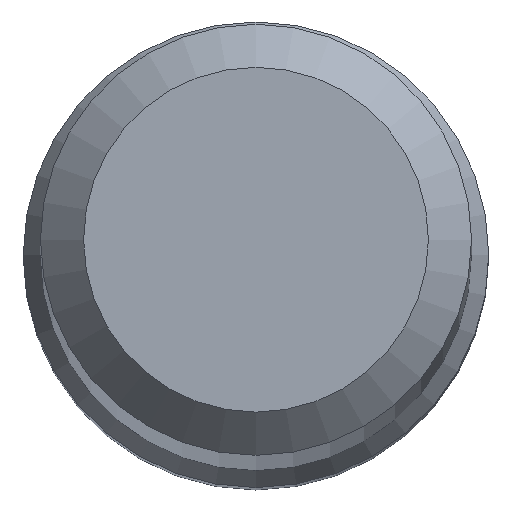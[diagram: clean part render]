
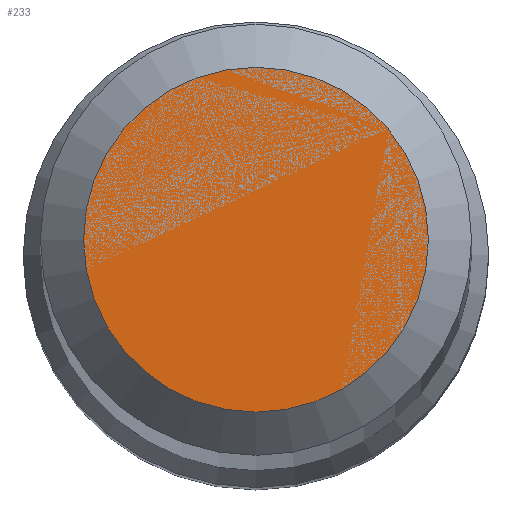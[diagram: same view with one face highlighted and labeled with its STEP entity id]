
A CAD part, top view. The second image highlights one B-rep face of the part: STEP entity #233.
In plain terms, the highlighted planar face has unit normal (0, 0, 1).
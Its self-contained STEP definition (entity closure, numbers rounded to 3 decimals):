
#12 = FACE_OUTER_BOUND ( 'NONE', #25, .T. ) ;
#21 = AXIS2_PLACEMENT_3D ( 'NONE', #81, #56, #31 ) ;
#25 = EDGE_LOOP ( 'NONE', ( #214 ) ) ;
#31 = DIRECTION ( 'NONE',  ( 0., 1., 0. ) ) ;
#44 = CIRCLE ( 'NONE', #21, 1.2 ) ;
#56 = DIRECTION ( 'NONE',  ( 0., 0., -1. ) ) ;
#81 = CARTESIAN_POINT ( 'NONE',  ( 0., 0., 70. ) ) ;
#156 = AXIS2_PLACEMENT_3D ( 'NONE', #295, #293, #179 ) ;
#179 = DIRECTION ( 'NONE',  ( 0., 1., 0. ) ) ;
#200 = EDGE_CURVE ( 'NONE', #231, #231, #44, .T. ) ;
#214 = ORIENTED_EDGE ( 'NONE', *, *, #200, .F. ) ;
#231 = VERTEX_POINT ( 'NONE', #263 ) ;
#233 = ADVANCED_FACE ( 'NONE', ( #12 ), #299, .F. ) ;
#263 = CARTESIAN_POINT ( 'NONE',  ( 0., 1.2, 70. ) ) ;
#293 = DIRECTION ( 'NONE',  ( 0., 0., -1. ) ) ;
#295 = CARTESIAN_POINT ( 'NONE',  ( 0., 0., 70. ) ) ;
#299 = PLANE ( 'NONE',  #156 ) ;
